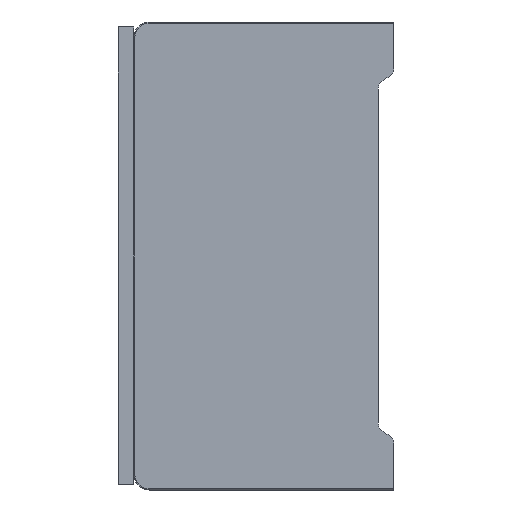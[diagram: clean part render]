
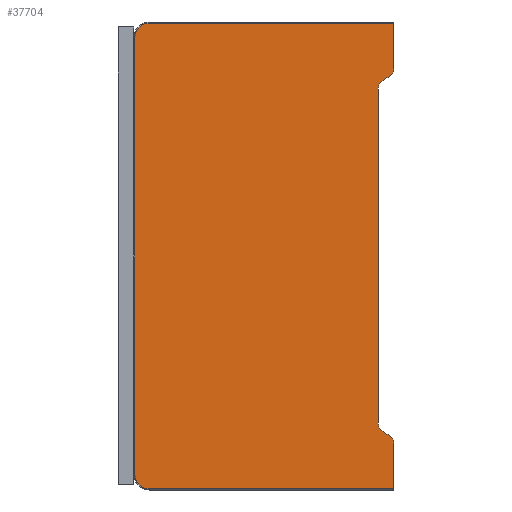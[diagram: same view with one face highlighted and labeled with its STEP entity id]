
A CAD part, left-side view. The second image highlights one B-rep face of the part: STEP entity #37704.
In plain terms, the highlighted planar face has unit normal (-1, 0, 0).
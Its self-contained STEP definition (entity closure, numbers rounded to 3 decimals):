
#5581=DIRECTION('',(0.,0.,1.));
#5582=VECTOR('',#5581,8.8);
#5583=CARTESIAN_POINT('',(0.,0.,-89.8));
#5584=LINE('',#5583,#5582);
#5621=DIRECTION('',(0.,0.,1.));
#5622=VECTOR('',#5621,64.226);
#5623=CARTESIAN_POINT('',(0.,3.,-77.113));
#5624=LINE('',#5623,#5622);
#10466=CARTESIAN_POINT('',(0.,47.,-87.));
#10467=DIRECTION('',(1.,0.,0.));
#10468=DIRECTION('',(0.,0.,-1.));
#10469=AXIS2_PLACEMENT_3D('',#10466,#10467,#10468);
#10471=CARTESIAN_POINT('',(0.,47.,-3.));
#10472=DIRECTION('',(1.,0.,0.));
#10473=DIRECTION('',(0.,1.,0.));
#10474=AXIS2_PLACEMENT_3D('',#10471,#10472,#10473);
#10476=DIRECTION('',(0.,0.,-1.));
#10477=VECTOR('',#10476,8.8);
#10478=CARTESIAN_POINT('',(0.,0.,-0.2));
#10479=LINE('',#10478,#10477);
#10480=CARTESIAN_POINT('',(0.,1.732,-9.));
#10481=DIRECTION('',(1.,0.,0.));
#10482=DIRECTION('',(0.,-1.,0.));
#10483=AXIS2_PLACEMENT_3D('',#10480,#10481,#10482);
#10485=DIRECTION('',(0.,0.866,-0.5));
#10486=VECTOR('',#10485,1.309);
#10487=CARTESIAN_POINT('',(0.,0.866,-10.5));
#10488=LINE('',#10487,#10486);
#10489=CARTESIAN_POINT('',(0.,1.,-12.887));
#10490=DIRECTION('',(-1.,0.,0.));
#10491=DIRECTION('',(0.,0.5,0.866));
#10492=AXIS2_PLACEMENT_3D('',#10489,#10490,#10491);
#10494=CARTESIAN_POINT('',(0.,1.,-77.113));
#10495=DIRECTION('',(-1.,0.,0.));
#10496=DIRECTION('',(0.,1.,0.));
#10497=AXIS2_PLACEMENT_3D('',#10494,#10495,#10496);
#10499=DIRECTION('',(0.,-0.866,-0.5));
#10500=VECTOR('',#10499,1.309);
#10501=CARTESIAN_POINT('',(0.,2.,
-78.845));
#10502=LINE('',#10501,#10500);
#10503=CARTESIAN_POINT('',(0.,1.732,-81.));
#10504=DIRECTION('',(1.,0.,0.));
#10505=DIRECTION('',(0.,-0.5,0.866));
#10506=AXIS2_PLACEMENT_3D('',#10503,#10504,#10505);
#10512=DIRECTION('',(0.,-1.,0.));
#10513=VECTOR('',#10512,47.);
#10514=CARTESIAN_POINT('',(0.,47.,
-89.8));
#10515=LINE('',#10514,#10513);
#10531=DIRECTION('',(0.,0.,-1.));
#10532=VECTOR('',#10531,84.);
#10533=CARTESIAN_POINT('',(0.,49.8,
-3.));
#10534=LINE('',#10533,#10532);
#10539=DIRECTION('',(0.,1.,0.));
#10540=VECTOR('',#10539,47.);
#10541=CARTESIAN_POINT('',(0.,0.,-0.2));
#10542=LINE('',#10541,#10540);
#21764=CARTESIAN_POINT('',(0.,47.,
-89.8));
#21765=CARTESIAN_POINT('',(0.,49.8,
-87.));
#21766=VERTEX_POINT('',#21764);
#21767=VERTEX_POINT('',#21765);
#21768=CARTESIAN_POINT('',(0.,0.,-89.8));
#21769=VERTEX_POINT('',#21768);
#21770=CARTESIAN_POINT('',(0.,49.8,
-3.));
#21771=VERTEX_POINT('',#21770);
#21772=CARTESIAN_POINT('',(0.,47.,
-0.2));
#21773=VERTEX_POINT('',#21772);
#21774=CARTESIAN_POINT('',(0.,0.,-0.2));
#21775=VERTEX_POINT('',#21774);
#21776=CARTESIAN_POINT('',(0.,0.,-9.));
#21777=VERTEX_POINT('',#21776);
#21778=CARTESIAN_POINT('',(0.,0.866,-10.5));
#21779=VERTEX_POINT('',#21778);
#21780=CARTESIAN_POINT('',(0.,2.,
-11.155));
#21781=VERTEX_POINT('',#21780);
#21782=CARTESIAN_POINT('',(0.,3.,-12.887));
#21783=VERTEX_POINT('',#21782);
#21784=CARTESIAN_POINT('',(0.,3.,-77.113));
#21785=VERTEX_POINT('',#21784);
#21786=CARTESIAN_POINT('',(0.,2.,-78.845));
#21787=VERTEX_POINT('',#21786);
#21788=CARTESIAN_POINT('',(0.,0.866,-79.5));
#21789=VERTEX_POINT('',#21788);
#21790=CARTESIAN_POINT('',(0.,0.,-81.));
#21791=VERTEX_POINT('',#21790);
#37679=CARTESIAN_POINT('',(0.,24.9,-45.));
#37680=DIRECTION('',(1.,0.,0.));
#37681=DIRECTION('',(0.,0.,1.));
#37682=AXIS2_PLACEMENT_3D('',#37679,#37680,#37681);
#37683=PLANE('',#37682);
#37685=ORIENTED_EDGE('',*,*,#37684,.F.);
#37687=ORIENTED_EDGE('',*,*,#37686,.T.);
#37689=ORIENTED_EDGE('',*,*,#37688,.F.);
#37690=ORIENTED_EDGE('',*,*,#37669,.T.);
#37692=ORIENTED_EDGE('',*,*,#37691,.F.);
#37693=ORIENTED_EDGE('',*,*,#32018,.T.);
#37694=ORIENTED_EDGE('',*,*,#32001,.T.);
#37695=ORIENTED_EDGE('',*,*,#31983,.T.);
#37696=ORIENTED_EDGE('',*,*,#31965,.T.);
#37697=ORIENTED_EDGE('',*,*,#31923,.F.);
#37698=ORIENTED_EDGE('',*,*,#31905,.T.);
#37699=ORIENTED_EDGE('',*,*,#31887,.T.);
#37700=ORIENTED_EDGE('',*,*,#31869,.T.);
#37701=ORIENTED_EDGE('',*,*,#31851,.F.);
#37702=EDGE_LOOP('',(#37685,#37687,#37689,#37690,#37692,#37693,#37694,#37695,
#37696,#37697,#37698,#37699,#37700,#37701));
#37703=FACE_OUTER_BOUND('',#37702,.F.);
#10470=CIRCLE('',#10469,2.8);
#10475=CIRCLE('',#10474,2.8);
#10484=CIRCLE('',#10483,1.732);
#10493=CIRCLE('',#10492,2.);
#10498=CIRCLE('',#10497,2.);
#10507=CIRCLE('',#10506,1.732);
#31851=EDGE_CURVE('',#21769,#21791,#5584,.T.);
#31869=EDGE_CURVE('',#21789,#21791,#10507,.T.);
#31887=EDGE_CURVE('',#21787,#21789,#10502,.T.);
#31905=EDGE_CURVE('',#21785,#21787,#10498,.T.);
#31923=EDGE_CURVE('',#21785,#21783,#5624,.T.);
#31965=EDGE_CURVE('',#21781,#21783,#10493,.T.);
#31983=EDGE_CURVE('',#21779,#21781,#10488,.T.);
#32001=EDGE_CURVE('',#21777,#21779,#10484,.T.);
#32018=EDGE_CURVE('',#21775,#21777,#10479,.T.);
#37669=EDGE_CURVE('',#21771,#21773,#10475,.T.);
#37684=EDGE_CURVE('',#21766,#21769,#10515,.T.);
#37686=EDGE_CURVE('',#21766,#21767,#10470,.T.);
#37688=EDGE_CURVE('',#21771,#21767,#10534,.T.);
#37691=EDGE_CURVE('',#21775,#21773,#10542,.T.);
#37704=ADVANCED_FACE('',(#37703),#37683,.F.);
